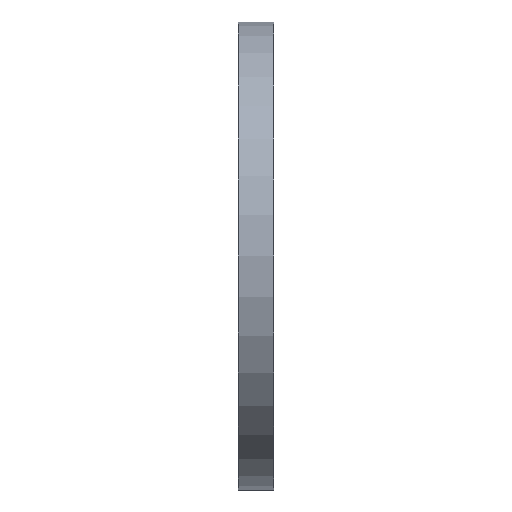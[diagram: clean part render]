
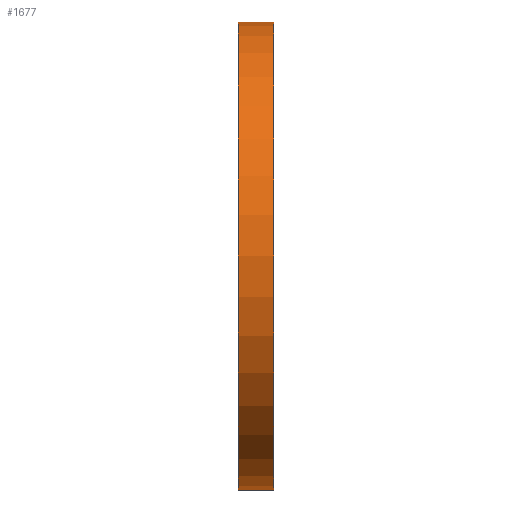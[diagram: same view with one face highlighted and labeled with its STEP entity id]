
A CAD part, front view. The second image highlights one B-rep face of the part: STEP entity #1677.
In plain terms, the highlighted cylindrical face has radius 66 mm (diameter 132 mm), a partial arc.
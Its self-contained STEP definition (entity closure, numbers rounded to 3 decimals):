
#106 = CARTESIAN_POINT ( 'NONE',  ( 0., 0., 66. ) ) ;
#619 = DIRECTION ( 'NONE',  ( 0., 0., 1. ) ) ;
#740 = CARTESIAN_POINT ( 'NONE',  ( -10., 0., 66. ) ) ;
#1451 = AXIS2_PLACEMENT_3D ( 'NONE', #2985, #1949, #619 ) ;
#1557 = ORIENTED_EDGE ( 'NONE', *, *, #8040, .F. ) ;
#1608 = VERTEX_POINT ( 'NONE', #16272 ) ;
#1677 = ADVANCED_FACE ( 'NONE', ( #16539 ), #9827, .T. ) ;
#1757 = VERTEX_POINT ( 'NONE', #8473 ) ;
#1949 = DIRECTION ( 'NONE',  ( -1., 0., 0. ) ) ;
#2457 = VECTOR ( 'NONE', #6614, 1000. ) ;
#2985 = CARTESIAN_POINT ( 'NONE',  ( 10., 0., 0. ) ) ;
#3291 = EDGE_LOOP ( 'NONE', ( #1557, #11008, #13167, #11818 ) ) ;
#3366 = LINE ( 'NONE', #740, #14472 ) ;
#4821 = EDGE_CURVE ( 'NONE', #1757, #5095, #3366, .T. ) ;
#5095 = VERTEX_POINT ( 'NONE', #106 ) ;
#5157 = CARTESIAN_POINT ( 'NONE',  ( -10., 0., -66. ) ) ;
#6103 = DIRECTION ( 'NONE',  ( -1., 0., 0. ) ) ;
#6457 = CIRCLE ( 'NONE', #7913, 66. ) ;
#6523 = LINE ( 'NONE', #5157, #2457 ) ;
#6614 = DIRECTION ( 'NONE',  ( -1., 0., 0. ) ) ;
#7210 = AXIS2_PLACEMENT_3D ( 'NONE', #9642, #12471, #15531 ) ;
#7541 = EDGE_CURVE ( 'NONE', #7672, #5095, #6457, .T. ) ;
#7672 = VERTEX_POINT ( 'NONE', #8269 ) ;
#7913 = AXIS2_PLACEMENT_3D ( 'NONE', #16252, #14700, #11993 ) ;
#8040 = EDGE_CURVE ( 'NONE', #1608, #7672, #6523, .T. ) ;
#8269 = CARTESIAN_POINT ( 'NONE',  ( 0., 0., -66. ) ) ;
#8473 = CARTESIAN_POINT ( 'NONE',  ( 10., 0., 66. ) ) ;
#9642 = CARTESIAN_POINT ( 'NONE',  ( -10., 0., 0. ) ) ;
#9827 = CYLINDRICAL_SURFACE ( 'NONE', #7210, 66. ) ;
#10431 = CIRCLE ( 'NONE', #1451, 66. ) ;
#11008 = ORIENTED_EDGE ( 'NONE', *, *, #16506, .T. ) ;
#11818 = ORIENTED_EDGE ( 'NONE', *, *, #7541, .F. ) ;
#11993 = DIRECTION ( 'NONE',  ( 0., 0., 1. ) ) ;
#12471 = DIRECTION ( 'NONE',  ( -1., 0., 0. ) ) ;
#13167 = ORIENTED_EDGE ( 'NONE', *, *, #4821, .T. ) ;
#14472 = VECTOR ( 'NONE', #6103, 1000. ) ;
#14700 = DIRECTION ( 'NONE',  ( -1., 0., 0. ) ) ;
#15531 = DIRECTION ( 'NONE',  ( 0., 0., 1. ) ) ;
#16252 = CARTESIAN_POINT ( 'NONE',  ( 0., 0., 0. ) ) ;
#16272 = CARTESIAN_POINT ( 'NONE',  ( 10., 0., -66. ) ) ;
#16506 = EDGE_CURVE ( 'NONE', #1608, #1757, #10431, .T. ) ;
#16539 = FACE_OUTER_BOUND ( 'NONE', #3291, .T. ) ;
